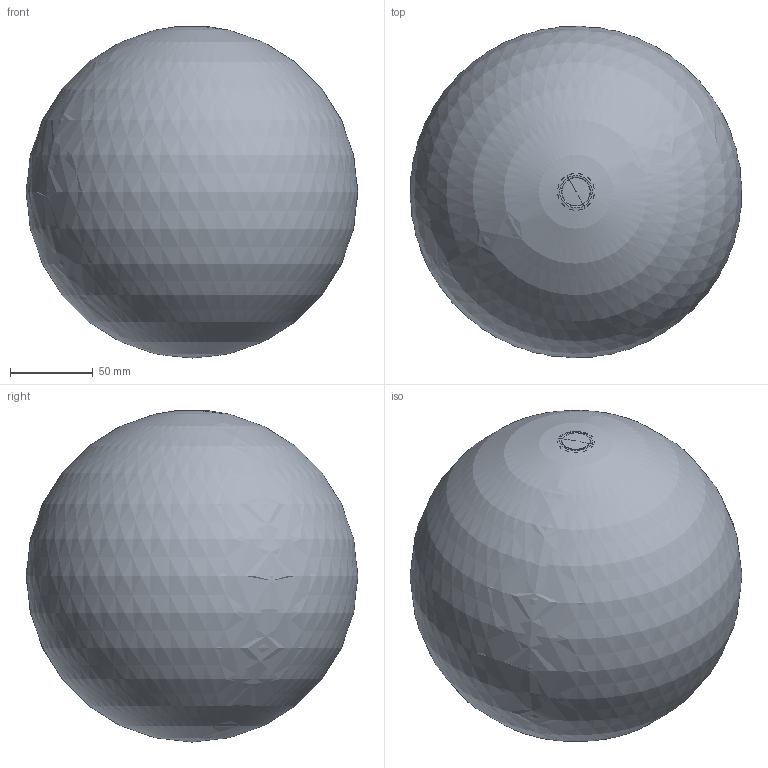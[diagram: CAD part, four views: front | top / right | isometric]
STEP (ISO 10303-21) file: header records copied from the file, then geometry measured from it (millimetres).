
FILE_DESCRIPTION((''),'2;1');
FILE_NAME('145557_H40_ALLCATPART_SW0001','2017-06-16T',('sparenzan'),(''),'CREO PARAMETRIC BY PTC INC, 2016050','CREO PARAMETRIC BY PTC INC, 2016050','');
FILE_SCHEMA(('CONFIG_CONTROL_DESIGN'));
Products named in the file (1): 145557_H40_ALLCATPART_SW0001
Bounding box: 199.88 x 199.94 x 200 mm (x, y, z)
Surface area: 299869.2 mm2 (no closed solid volume)
Topology: 0 solids, 0 shells, 1261 faces, 5864 edges, 5749 vertices
Faces by surface type: bspline 1123, torus 72, sphere 66
Entity records: 117096 total; most frequent: CARTESIAN_POINT 69533, DIRECTION 6623, DEFINITIONAL_REPRESENTATION 5677, PCURVE 5677, COMPOSITE_CURVE_SEGMENT 5677, TRIMMED_CURVE 5621, VECTOR 4895, LINE 4895
